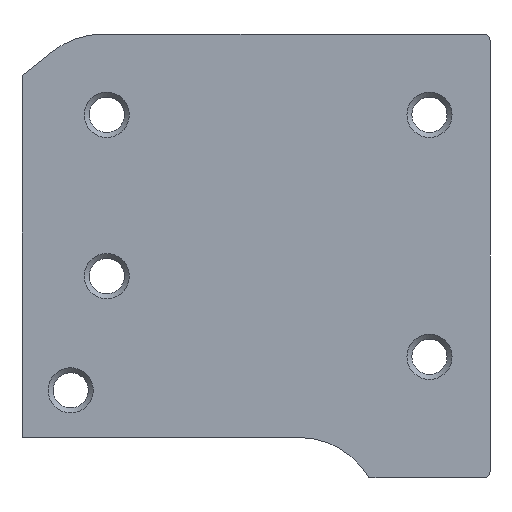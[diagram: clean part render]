
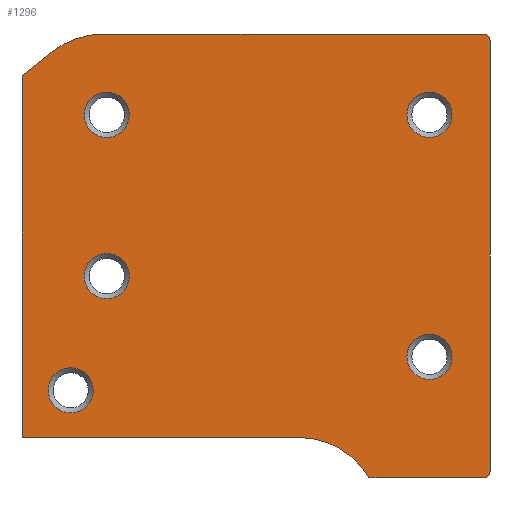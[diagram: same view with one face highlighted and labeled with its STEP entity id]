
A CAD part, front view. The second image highlights one B-rep face of the part: STEP entity #1296.
In plain terms, the highlighted planar face has unit normal (0, -1, 0).
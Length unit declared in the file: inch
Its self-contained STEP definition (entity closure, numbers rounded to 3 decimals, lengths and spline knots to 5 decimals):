
#25=FACE_BOUND('',#263,.T.);
#26=FACE_BOUND('',#264,.T.);
#27=FACE_BOUND('',#265,.T.);
#28=FACE_BOUND('',#266,.T.);
#29=FACE_BOUND('',#267,.T.);
#77=CIRCLE('',#1379,0.07);
#80=CIRCLE('',#1384,0.07);
#83=CIRCLE('',#1389,0.07);
#86=CIRCLE('',#1394,0.07);
#89=CIRCLE('',#1399,0.07);
#90=CIRCLE('',#1401,0.25);
#96=CIRCLE('',#1416,0.02);
#98=CIRCLE('',#1421,0.02);
#101=CIRCLE('',#1427,0.25);
#187=FACE_OUTER_BOUND('',#262,.T.);
#262=EDGE_LOOP('',(#1171,#1172,#1173,#1174,#1175,#1176,#1177,#1178,#1179,
#1180));
#263=EDGE_LOOP('',(#1181));
#264=EDGE_LOOP('',(#1182));
#265=EDGE_LOOP('',(#1183));
#266=EDGE_LOOP('',(#1184));
#267=EDGE_LOOP('',(#1185));
#277=LINE('',#1823,#402);
#329=LINE('',#2018,#454);
#377=LINE('',#2182,#502);
#391=LINE('',#2219,#516);
#392=LINE('',#2222,#517);
#393=LINE('',#2223,#518);
#402=VECTOR('',#1446,0.3937);
#454=VECTOR('',#1598,0.3937);
#502=VECTOR('',#1758,0.3937);
#516=VECTOR('',#1796,0.3937);
#517=VECTOR('',#1799,0.3937);
#518=VECTOR('',#1800,0.3937);
#521=VERTEX_POINT('',#1809);
#527=VERTEX_POINT('',#1821);
#580=VERTEX_POINT('',#2014);
#582=VERTEX_POINT('',#2017);
#595=VERTEX_POINT('',#2075);
#598=VERTEX_POINT('',#2085);
#601=VERTEX_POINT('',#2095);
#604=VERTEX_POINT('',#2105);
#607=VERTEX_POINT('',#2115);
#608=VERTEX_POINT('',#2119);
#626=VERTEX_POINT('',#2171);
#628=VERTEX_POINT('',#2180);
#635=VERTEX_POINT('',#2200);
#639=VERTEX_POINT('',#2217);
#640=VERTEX_POINT('',#2221);
#648=EDGE_CURVE('',#527,#521,#277,.T.);
#727=EDGE_CURVE('',#580,#582,#329,.T.);
#753=EDGE_CURVE('',#595,#595,#77,.T.);
#758=EDGE_CURVE('',#598,#598,#80,.T.);
#763=EDGE_CURVE('',#601,#601,#83,.T.);
#768=EDGE_CURVE('',#604,#604,#86,.T.);
#773=EDGE_CURVE('',#607,#607,#89,.T.);
#774=EDGE_CURVE('',#582,#608,#90,.T.);
#799=EDGE_CURVE('',#521,#626,#96,.T.);
#805=EDGE_CURVE('',#626,#628,#377,.T.);
#806=EDGE_CURVE('',#628,#580,#98,.T.);
#814=EDGE_CURVE('',#635,#527,#101,.T.);
#824=EDGE_CURVE('',#608,#639,#391,.T.);
#825=EDGE_CURVE('',#639,#640,#392,.T.);
#826=EDGE_CURVE('',#640,#635,#393,.T.);
#1171=ORIENTED_EDGE('',*,*,#825,.F.);
#1172=ORIENTED_EDGE('',*,*,#824,.F.);
#1173=ORIENTED_EDGE('',*,*,#774,.F.);
#1174=ORIENTED_EDGE('',*,*,#727,.F.);
#1175=ORIENTED_EDGE('',*,*,#806,.F.);
#1176=ORIENTED_EDGE('',*,*,#805,.F.);
#1177=ORIENTED_EDGE('',*,*,#799,.F.);
#1178=ORIENTED_EDGE('',*,*,#648,.F.);
#1179=ORIENTED_EDGE('',*,*,#814,.F.);
#1180=ORIENTED_EDGE('',*,*,#826,.F.);
#1181=ORIENTED_EDGE('',*,*,#753,.T.);
#1182=ORIENTED_EDGE('',*,*,#758,.T.);
#1183=ORIENTED_EDGE('',*,*,#763,.T.);
#1184=ORIENTED_EDGE('',*,*,#768,.T.);
#1185=ORIENTED_EDGE('',*,*,#773,.T.);
#1231=PLANE('',#1432);
#1296=ADVANCED_FACE('',(#187,#25,#26,#27,#28,#29),#1231,.T.);
#1379=AXIS2_PLACEMENT_3D('',#2077,#1645,#1646);
#1384=AXIS2_PLACEMENT_3D('',#2087,#1657,#1658);
#1389=AXIS2_PLACEMENT_3D('',#2097,#1669,#1670);
#1394=AXIS2_PLACEMENT_3D('',#2107,#1681,#1682);
#1399=AXIS2_PLACEMENT_3D('',#2117,#1693,#1694);
#1401=AXIS2_PLACEMENT_3D('',#2120,#1697,#1698);
#1416=AXIS2_PLACEMENT_3D('',#2172,#1746,#1747);
#1421=AXIS2_PLACEMENT_3D('',#2184,#1761,#1762);
#1427=AXIS2_PLACEMENT_3D('',#2202,#1778,#1779);
#1432=AXIS2_PLACEMENT_3D('',#2220,#1797,#1798);
#1446=DIRECTION('',(1.,0.,0.));
#1598=DIRECTION('',(-1.,0.,0.));
#1645=DIRECTION('center_axis',(0.,1.,0.));
#1646=DIRECTION('ref_axis',(0.,0.,-1.));
#1657=DIRECTION('center_axis',(0.,1.,0.));
#1658=DIRECTION('ref_axis',(0.,0.,-1.));
#1669=DIRECTION('center_axis',(0.,1.,0.));
#1670=DIRECTION('ref_axis',(0.,0.,-1.));
#1681=DIRECTION('center_axis',(0.,1.,0.));
#1682=DIRECTION('ref_axis',(0.,0.,-1.));
#1693=DIRECTION('center_axis',(0.,1.,0.));
#1694=DIRECTION('ref_axis',(0.,0.,-1.));
#1697=DIRECTION('center_axis',(0.,-1.,0.));
#1698=DIRECTION('ref_axis',(0.866,0.,0.5));
#1746=DIRECTION('center_axis',(0.,1.,0.));
#1747=DIRECTION('ref_axis',(0.707,0.,0.707));
#1758=DIRECTION('',(0.,0.,-1.));
#1761=DIRECTION('center_axis',(0.,1.,0.));
#1762=DIRECTION('ref_axis',(0.707,0.,-0.707));
#1778=DIRECTION('center_axis',(0.,1.,0.));
#1779=DIRECTION('ref_axis',(-0.707,0.,0.707));
#1796=DIRECTION('',(-1.,0.,0.));
#1797=DIRECTION('center_axis',(0.,-1.,0.));
#1798=DIRECTION('ref_axis',(-1.,0.,0.));
#1799=DIRECTION('',(0.,0.,1.));
#1800=DIRECTION('',(0.786,0.,0.618));
#1809=CARTESIAN_POINT('',(0.68,0.06695,2.64811));
#1821=CARTESIAN_POINT('',(-0.5,0.06695,2.64811));
#1823=CARTESIAN_POINT('',(-0.75,0.06695,2.64811));
#2014=CARTESIAN_POINT('',(0.68,0.06695,1.27311));
#2017=CARTESIAN_POINT('',(0.325,0.06695,1.27311));
#2018=CARTESIAN_POINT('',(0.325,0.06695,1.27311));
#2075=CARTESIAN_POINT('',(0.5125,0.06695,2.46811));
#2077=CARTESIAN_POINT('Origin',(0.5125,0.06695,2.39811));
#2085=CARTESIAN_POINT('',(-0.59921,0.06695,1.61433));
#2087=CARTESIAN_POINT('Origin',(-0.59921,0.06695,1.54433));
#2095=CARTESIAN_POINT('',(-0.4875,0.06695,2.46811));
#2097=CARTESIAN_POINT('Origin',(-0.4875,0.06695,2.39811));
#2105=CARTESIAN_POINT('',(-0.4875,0.06695,1.96811));
#2107=CARTESIAN_POINT('Origin',(-0.4875,0.06695,1.89811));
#2115=CARTESIAN_POINT('',(0.5125,0.06695,1.71811));
#2117=CARTESIAN_POINT('Origin',(0.5125,0.06695,1.64811));
#2119=CARTESIAN_POINT('',(0.10849,0.06695,1.39811));
#2120=CARTESIAN_POINT('Origin',(0.10849,0.06695,1.14811));
#2171=CARTESIAN_POINT('',(0.7,0.06695,2.62811));
#2172=CARTESIAN_POINT('Origin',(0.68,0.06695,2.62811));
#2180=CARTESIAN_POINT('',(0.7,0.06695,1.29311));
#2182=CARTESIAN_POINT('',(0.7,0.06695,2.64811));
#2184=CARTESIAN_POINT('Origin',(0.68,0.06695,1.29311));
#2200=CARTESIAN_POINT('',(-0.65446,0.06695,2.59469));
#2202=CARTESIAN_POINT('Origin',(-0.5,0.06695,2.39811));
#2217=CARTESIAN_POINT('',(-0.75,0.06695,1.39811));
#2219=CARTESIAN_POINT('',(-0.75,0.06695,1.39811));
#2220=CARTESIAN_POINT('Origin',(0.7,0.06695,2.64811));
#2221=CARTESIAN_POINT('',(-0.75,0.06695,2.51962));
#2222=CARTESIAN_POINT('',(-0.75,0.06695,2.30436));
#2223=CARTESIAN_POINT('',(-2.05,0.06695,1.49811));
